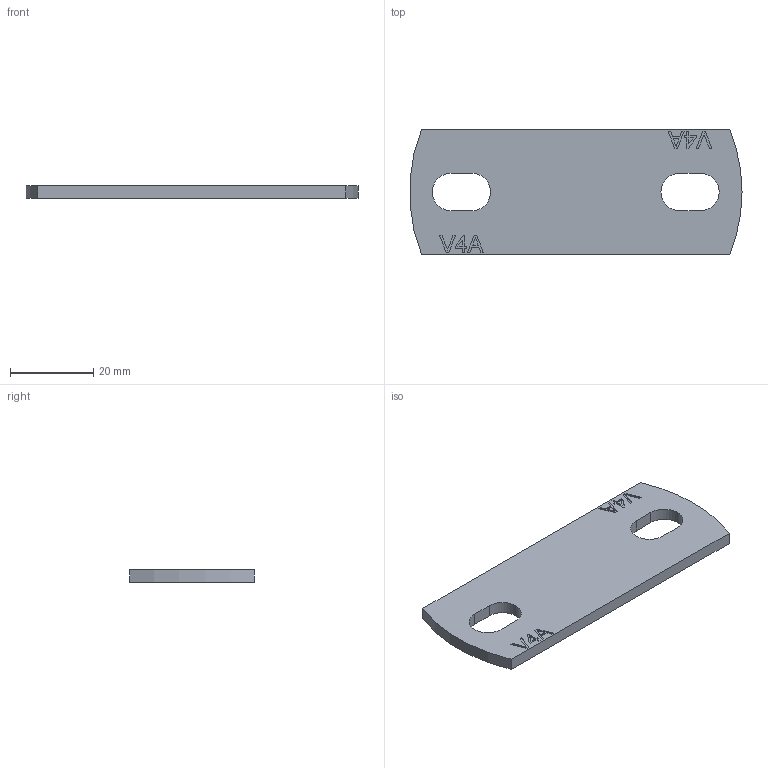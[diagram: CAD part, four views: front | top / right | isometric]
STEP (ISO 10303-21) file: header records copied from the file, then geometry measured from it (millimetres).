
FILE_DESCRIPTION (( 'STEP AP203' ), '1' );
FILE_NAME ('51.880.1.STEP', '2024-03-25T15:01:45', ( '' ), ( '' ), 'SwSTEP 2.0', 'SolidWorks 2023', '' );
FILE_SCHEMA (( 'CONFIG_CONTROL_DESIGN' ));
Length unit declared in the file: millimetre
Products named in the file (1): 51.880.1
Bounding box: 79.88 x 30 x 3 mm (x, y, z)
Volume: 6370.3 mm3; surface area: 5131.5 mm2
Topology: 1 solids, 1 shells, 99 faces, 261 edges, 174 vertices
Faces by surface type: plane 82, cylinder 9, bspline 8
Entity records: 3258 total; most frequent: CARTESIAN_POINT 751, ORIENTED_EDGE 522, DIRECTION 447, EDGE_CURVE 261, VECTOR 227, LINE 227, VERTEX_POINT 174, EDGE_LOOP 113
